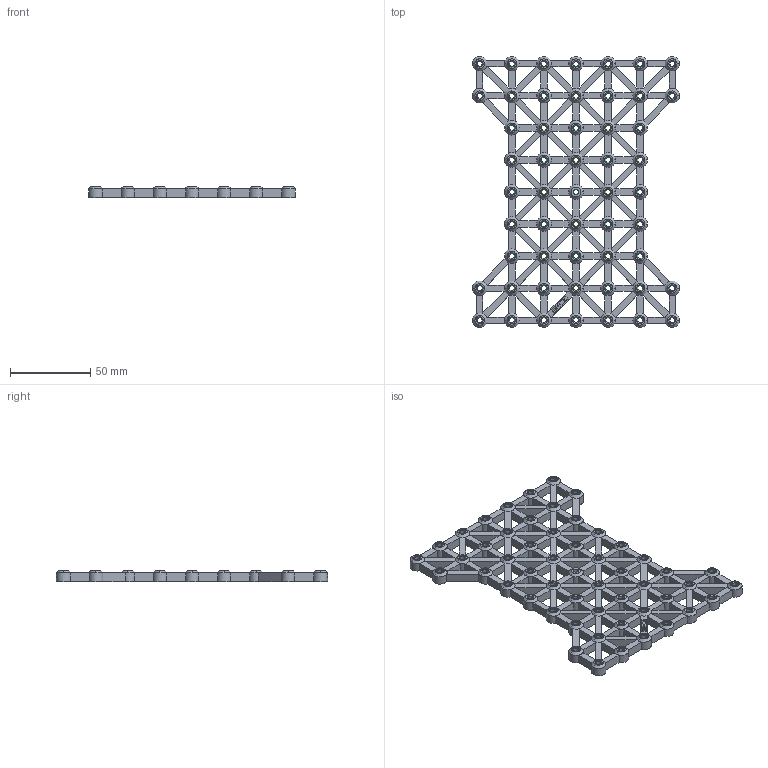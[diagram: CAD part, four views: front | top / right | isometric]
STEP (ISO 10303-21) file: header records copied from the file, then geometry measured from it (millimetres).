
FILE_DESCRIPTION (( 'STEP AP214' ), '1' );
FILE_NAME ('CHASSIS_V0.7.STEP', '2025-03-13T16:54:20', ( '' ), ( '' ), 'SwSTEP 2.0', 'SolidWorks 2025', '' );
FILE_SCHEMA (( 'AUTOMOTIVE_DESIGN' ));
Length unit declared in the file: millimetre
Products named in the file (1): CHASSIS_V0.7
Bounding box: 129 x 168.98 x 7.1 mm (x, y, z)
Volume: 57113.1 mm3; surface area: 47473.7 mm2
Topology: 1 solids, 1 shells, 1086 faces, 2789 edges, 1693 vertices
Faces by surface type: plane 400, cone 388, cylinder 298
Entity records: 33305 total; most frequent: DIRECTION 6148, ORIENTED_EDGE 5578, CARTESIAN_POINT 5569, EDGE_CURVE 2789, AXIS2_PLACEMENT_3D 2272, VERTEX_POINT 1693, LINE 1604, VECTOR 1604
